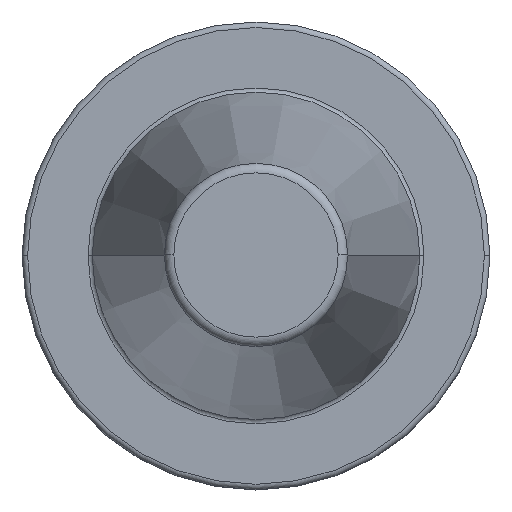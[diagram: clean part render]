
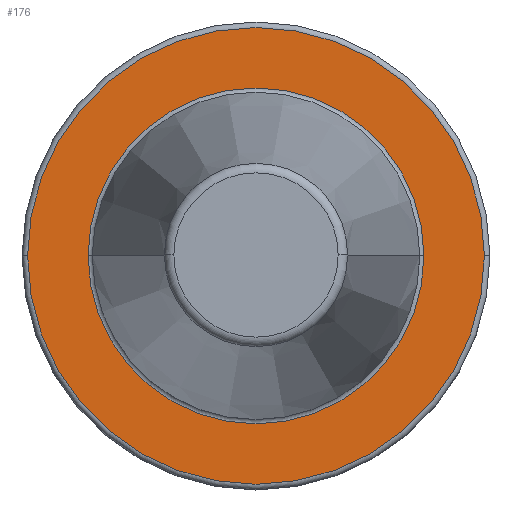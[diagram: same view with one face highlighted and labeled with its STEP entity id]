
A CAD part, top view. The second image highlights one B-rep face of the part: STEP entity #176.
In plain terms, the highlighted planar face has unit normal (0, 0, 1).
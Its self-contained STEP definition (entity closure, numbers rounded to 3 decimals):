
#43=FACE_BOUND('',#293,.T.);
#44=FACE_BOUND('',#294,.T.);
#50=PLANE('',#874);
#176=ADVANCED_FACE('',(#43,#44),#50,.F.);
#293=EDGE_LOOP('',(#463,#464));
#294=EDGE_LOOP('',(#465,#466));
#463=ORIENTED_EDGE('',*,*,#656,.T.);
#464=ORIENTED_EDGE('',*,*,#585,.T.);
#465=ORIENTED_EDGE('',*,*,#564,.T.);
#466=ORIENTED_EDGE('',*,*,#566,.T.);
#505=VERTEX_POINT('',#1179);
#508=VERTEX_POINT('',#1184);
#525=VERTEX_POINT('',#1230);
#526=VERTEX_POINT('',#1231);
#564=EDGE_CURVE('',#505,#508,#664,.T.);
#566=EDGE_CURVE('',#508,#505,#666,.T.);
#585=EDGE_CURVE('',#525,#526,#679,.T.);
#656=EDGE_CURVE('',#526,#525,#728,.T.);
#664=CIRCLE('',#769,22.79);
#666=CIRCLE('',#772,22.79);
#679=CIRCLE('',#791,31.);
#728=CIRCLE('',#873,31.);
#769=AXIS2_PLACEMENT_3D('',#1185,#903,#904);
#772=AXIS2_PLACEMENT_3D('',#1188,#909,#910);
#791=AXIS2_PLACEMENT_3D('',#1229,#953,#954);
#873=AXIS2_PLACEMENT_3D('',#1369,#1139,#1140);
#874=AXIS2_PLACEMENT_3D('',#1370,#1141,#1142);
#903=DIRECTION('',(0.,0.,-1.));
#904=DIRECTION('',(-1.,0.,0.));
#909=DIRECTION('',(0.,0.,-1.));
#910=DIRECTION('',(-1.,0.,0.));
#953=DIRECTION('',(0.,0.,1.));
#954=DIRECTION('',(-1.,0.,0.));
#1139=DIRECTION('',(0.,0.,1.));
#1140=DIRECTION('',(-1.,0.,0.));
#1141=DIRECTION('',(0.,0.,-1.));
#1142=DIRECTION('',(1.,0.,0.));
#1179=CARTESIAN_POINT('',(-22.79,0.,-3.2));
#1184=CARTESIAN_POINT('',(22.79,0.,-3.2));
#1185=CARTESIAN_POINT('',(0.,0.,-3.2));
#1188=CARTESIAN_POINT('',(0.,0.,-3.2));
#1229=CARTESIAN_POINT('',(0.,0.,-3.2));
#1230=CARTESIAN_POINT('',(31.,0.,-3.2));
#1231=CARTESIAN_POINT('',(-31.,0.,-3.2));
#1369=CARTESIAN_POINT('',(0.,0.,-3.2));
#1370=CARTESIAN_POINT('',(0.,22.79,-3.2));
